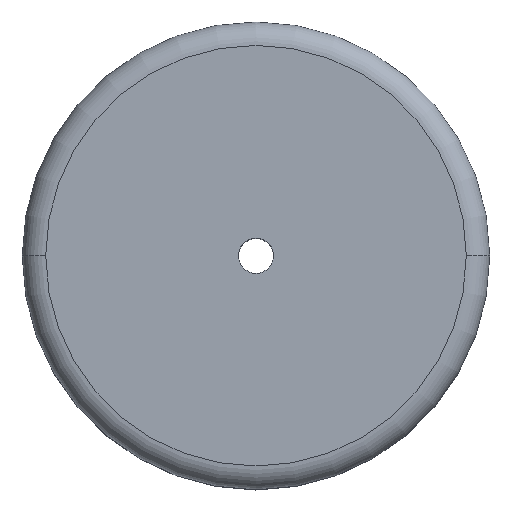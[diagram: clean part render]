
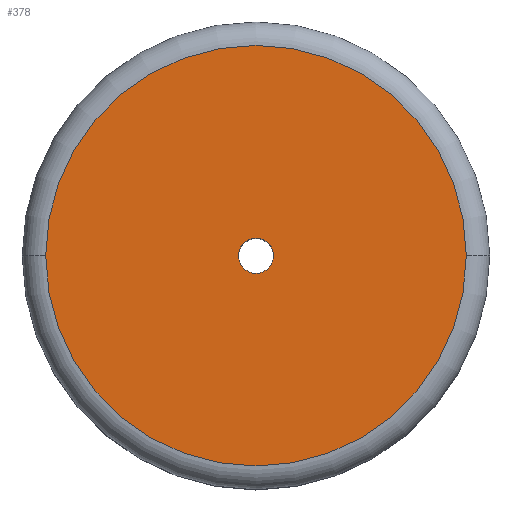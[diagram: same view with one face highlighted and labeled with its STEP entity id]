
A CAD part, top view. The second image highlights one B-rep face of the part: STEP entity #378.
In plain terms, the highlighted planar face has unit normal (0, 0, 1).
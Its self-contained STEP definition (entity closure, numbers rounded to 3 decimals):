
#18 = CARTESIAN_POINT ( 'NONE',  ( -8.975, 0., 0. ) ) ;
#24 = VERTEX_POINT ( 'NONE', #361 ) ;
#31 = CIRCLE ( 'NONE', #46, 0.75 ) ;
#46 = AXIS2_PLACEMENT_3D ( 'NONE', #472, #425, #572 ) ;
#51 = CARTESIAN_POINT ( 'NONE',  ( 0., 0., 0. ) ) ;
#52 = CARTESIAN_POINT ( 'NONE',  ( 0., 0., 0. ) ) ;
#63 = EDGE_CURVE ( 'NONE', #603, #356, #518, .T. ) ;
#90 = FACE_OUTER_BOUND ( 'NONE', #599, .T. ) ;
#103 = EDGE_CURVE ( 'NONE', #423, #24, #31, .T. ) ;
#189 = AXIS2_PLACEMENT_3D ( 'NONE', #51, #440, #246 ) ;
#199 = DIRECTION ( 'NONE',  ( 0., 0., 1. ) ) ;
#246 = DIRECTION ( 'NONE',  ( -1., 0., 0. ) ) ;
#280 = CARTESIAN_POINT ( 'NONE',  ( 0., 0., 0. ) ) ;
#286 = EDGE_CURVE ( 'NONE', #356, #603, #370, .T. ) ;
#295 = CIRCLE ( 'NONE', #377, 0.75 ) ;
#297 = DIRECTION ( 'NONE',  ( 1., 0., 0. ) ) ;
#298 = ORIENTED_EDGE ( 'NONE', *, *, #103, .F. ) ;
#308 = ORIENTED_EDGE ( 'NONE', *, *, #286, .T. ) ;
#317 = DIRECTION ( 'NONE',  ( 0., 0., -1. ) ) ;
#327 = AXIS2_PLACEMENT_3D ( 'NONE', #280, #317, #501 ) ;
#348 = EDGE_LOOP ( 'NONE', ( #298, #500 ) ) ;
#356 = VERTEX_POINT ( 'NONE', #606 ) ;
#361 = CARTESIAN_POINT ( 'NONE',  ( -0.75, 0., 0. ) ) ;
#363 = ORIENTED_EDGE ( 'NONE', *, *, #63, .T. ) ;
#370 = CIRCLE ( 'NONE', #567, 8.975 ) ;
#377 = AXIS2_PLACEMENT_3D ( 'NONE', #403, #488, #297 ) ;
#378 = ADVANCED_FACE ( 'NONE', ( #90, #605 ), #458, .F. ) ;
#403 = CARTESIAN_POINT ( 'NONE',  ( 0., 0., 0. ) ) ;
#423 = VERTEX_POINT ( 'NONE', #463 ) ;
#425 = DIRECTION ( 'NONE',  ( 0., 0., 1. ) ) ;
#440 = DIRECTION ( 'NONE',  ( 0., 0., 1. ) ) ;
#458 = PLANE ( 'NONE',  #327 ) ;
#463 = CARTESIAN_POINT ( 'NONE',  ( 0.75, 0., 0. ) ) ;
#472 = CARTESIAN_POINT ( 'NONE',  ( 0., 0., 0. ) ) ;
#487 = DIRECTION ( 'NONE',  ( -1., 0., 0. ) ) ;
#488 = DIRECTION ( 'NONE',  ( 0., 0., 1. ) ) ;
#500 = ORIENTED_EDGE ( 'NONE', *, *, #542, .F. ) ;
#501 = DIRECTION ( 'NONE',  ( -1., 0., 0. ) ) ;
#518 = CIRCLE ( 'NONE', #189, 8.975 ) ;
#542 = EDGE_CURVE ( 'NONE', #24, #423, #295, .T. ) ;
#567 = AXIS2_PLACEMENT_3D ( 'NONE', #52, #199, #487 ) ;
#572 = DIRECTION ( 'NONE',  ( 1., 0., 0. ) ) ;
#599 = EDGE_LOOP ( 'NONE', ( #363, #308 ) ) ;
#603 = VERTEX_POINT ( 'NONE', #18 ) ;
#605 = FACE_BOUND ( 'NONE', #348, .T. ) ;
#606 = CARTESIAN_POINT ( 'NONE',  ( 8.975, 0., 0. ) ) ;
